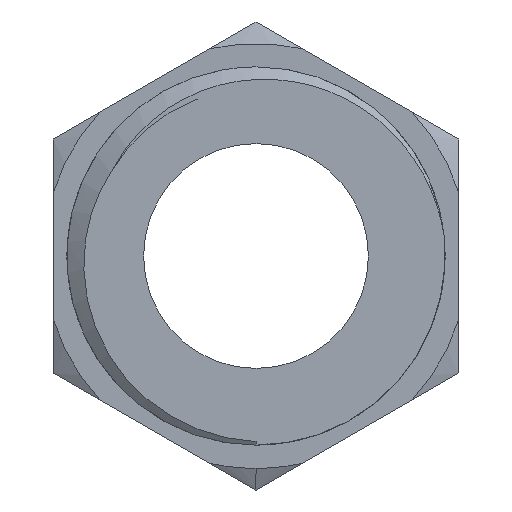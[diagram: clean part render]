
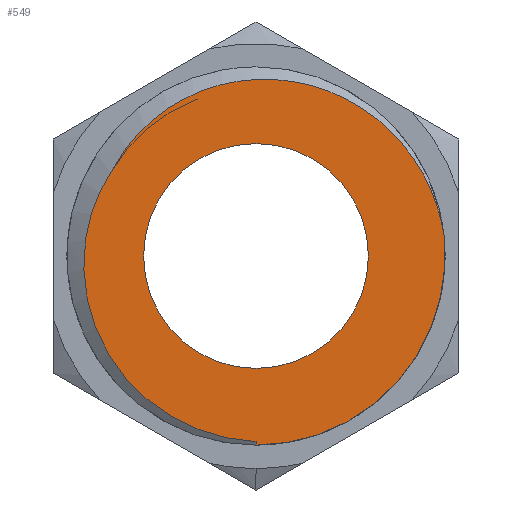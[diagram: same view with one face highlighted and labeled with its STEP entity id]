
A CAD part, left-side view. The second image highlights one B-rep face of the part: STEP entity #549.
In plain terms, the highlighted planar face has unit normal (-1, 0, 0).
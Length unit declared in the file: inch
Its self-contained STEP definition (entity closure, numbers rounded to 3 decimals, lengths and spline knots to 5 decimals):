
#162 = CARTESIAN_POINT ( 'NONE',  ( -0.69, 0.13047, -0.21463 ) ) ;
#167 = CARTESIAN_POINT ( 'NONE',  ( -0.69, 0., 0. ) ) ;
#170 = B_SPLINE_CURVE_WITH_KNOTS ( 'NONE', 3,
 ( #3682, #4058, #1726, #4425, #2127, #4815, #2524, #162, #2915, #553, #3314, #950, #3696, #1329, #4074, #1740, #4435, #2142, #4829, #2540, #176, #2935, #571, #3327, #967, #3715, #1343, #4087 ),
 .UNSPECIFIED., .F., .F.,
 ( 4, 2, 2, 2, 2, 2, 2, 2, 2, 2, 2, 2, 2, 4 ),
 ( 0., 0.00162, 0.00244, 0.00325, 0.00406, 0.00487, 0.00569, 0.0065, 0.00812, 0.00975, 0.01056, 0.01137, 0.01218, 0.01299 ),
 .UNSPECIFIED. ) ;
#176 = CARTESIAN_POINT ( 'NONE',  ( -0.69, 0.2377, 0.01604 ) ) ;
#256 = AXIS2_PLACEMENT_3D ( 'NONE', #167, #2922, #555 ) ;
#264 = DIRECTION ( 'NONE',  ( 0., 0., -1. ) ) ;
#268 = CARTESIAN_POINT ( 'NONE',  ( -0.69, 0.20157, 0.11587 ) ) ;
#288 = CARTESIAN_POINT ( 'NONE',  ( -0.69, -0.10969, 0.22548 ) ) ;
#303 = CARTESIAN_POINT ( 'NONE',  ( -0.69, -0.25902, 0.04099 ) ) ;
#402 = CIRCLE ( 'NONE', #2271, 0.156 ) ;
#420 = VERTEX_POINT ( 'NONE', #578 ) ;
#466 = DIRECTION ( 'NONE',  ( 1., 0., 0. ) ) ;
#549 = ADVANCED_FACE ( 'NONE', ( #940, #951 ), #3964, .T. ) ;
#553 = CARTESIAN_POINT ( 'NONE',  ( -0.69, 0.156, -0.1949 ) ) ;
#555 = DIRECTION ( 'NONE',  ( 0., 0., 1. ) ) ;
#571 = CARTESIAN_POINT ( 'NONE',  ( -0.69, 0.23181, 0.04756 ) ) ;
#578 = CARTESIAN_POINT ( 'NONE',  ( -0.69, 0., 0.156 ) ) ;
#664 = CARTESIAN_POINT ( 'NONE',  ( -0.69, 0.1743, 0.15993 ) ) ;
#678 = CARTESIAN_POINT ( 'NONE',  ( -0.69, -0.14414, 0.20746 ) ) ;
#684 = DIRECTION ( 'NONE',  ( 0., 0., -1. ) ) ;
#707 = AXIS2_PLACEMENT_3D ( 'NONE', #3943, #3568, #3206 ) ;
#754 = VECTOR ( 'NONE', #684, 39.37008 ) ;
#824 = LINE ( 'NONE', #4539, #754 ) ;
#843 = EDGE_CURVE ( 'NONE', #1558, #3002, #824, .T. ) ;
#916 = AXIS2_PLACEMENT_3D ( 'NONE', #2823, #466, #3220 ) ;
#940 = FACE_BOUND ( 'NONE', #3739, .T. ) ;
#950 = CARTESIAN_POINT ( 'NONE',  ( -0.69, 0.17856, -0.17233 ) ) ;
#951 = FACE_OUTER_BOUND ( 'NONE', #3711, .T. ) ;
#967 = CARTESIAN_POINT ( 'NONE',  ( -0.69, 0.22173, 0.07784 ) ) ;
#1048 = CARTESIAN_POINT ( 'NONE',  ( -0.69, 0.11534, 0.21093 ) ) ;
#1069 = CARTESIAN_POINT ( 'NONE',  ( -0.69, -0.17543, 0.18426 ) ) ;
#1190 = CIRCLE ( 'NONE', #916, 0.156 ) ;
#1329 = CARTESIAN_POINT ( 'NONE',  ( -0.69, 0.19809, -0.14698 ) ) ;
#1343 = CARTESIAN_POINT ( 'NONE',  ( -0.69, 0.20743, 0.1068 ) ) ;
#1433 = CARTESIAN_POINT ( 'NONE',  ( -0.69, 0.04324, 0.24047 ) ) ;
#1454 = CARTESIAN_POINT ( 'NONE',  ( -0.69, -0.20268, 0.15665 ) ) ;
#1558 = VERTEX_POINT ( 'NONE', #4894 ) ;
#1568 = EDGE_CURVE ( 'NONE', #420, #1765, #402, .T. ) ;
#1696 = ORIENTED_EDGE ( 'NONE', *, *, #2790, .F. ) ;
#1726 = CARTESIAN_POINT ( 'NONE',  ( -0.69, 0.04256, -0.25292 ) ) ;
#1740 = CARTESIAN_POINT ( 'NONE',  ( -0.69, 0.21935, -0.10971 ) ) ;
#1765 = VERTEX_POINT ( 'NONE', #1929 ) ;
#1845 = CARTESIAN_POINT ( 'NONE',  ( -0.69, -0.00867, 0.24557 ) ) ;
#1864 = CARTESIAN_POINT ( 'NONE',  ( -0.69, -0.22563, 0.12509 ) ) ;
#1929 = CARTESIAN_POINT ( 'NONE',  ( -0.69, 0., -0.156 ) ) ;
#1978 = ORIENTED_EDGE ( 'NONE', *, *, #3730, .F. ) ;
#2127 = CARTESIAN_POINT ( 'NONE',  ( -0.69, 0.08341, -0.23966 ) ) ;
#2142 = CARTESIAN_POINT ( 'NONE',  ( -0.69, 0.23724, -0.04804 ) ) ;
#2255 = CARTESIAN_POINT ( 'NONE',  ( -0.69, -0.04732, 0.24301 ) ) ;
#2271 = AXIS2_PLACEMENT_3D ( 'NONE', #4909, #2628, #264 ) ;
#2274 = CARTESIAN_POINT ( 'NONE',  ( -0.69, -0.24346, 0.09072 ) ) ;
#2524 = CARTESIAN_POINT ( 'NONE',  ( -0.69, 0.1123, -0.22583 ) ) ;
#2540 = CARTESIAN_POINT ( 'NONE',  ( -0.69, 0.23869, 0.00524 ) ) ;
#2615 = CARTESIAN_POINT ( 'NONE',  ( -0.69, -0.261, 0.02806 ) ) ;
#2628 = DIRECTION ( 'NONE',  ( 1., 0., 0. ) ) ;
#2634 = CARTESIAN_POINT ( 'NONE',  ( -0.69, 0.18972, 0.13922 ) ) ;
#2647 = CARTESIAN_POINT ( 'NONE',  ( -0.69, -0.08546, 0.23439 ) ) ;
#2661 = CARTESIAN_POINT ( 'NONE',  ( -0.69, -0.25608, 0.05366 ) ) ;
#2664 = CARTESIAN_POINT ( 'NONE',  ( -0.69, 0., -0.2625 ) ) ;
#2746 = ORIENTED_EDGE ( 'NONE', *, *, #1568, .T. ) ;
#2790 = EDGE_CURVE ( 'NONE', #1558, #2912, #170, .T. ) ;
#2823 = CARTESIAN_POINT ( 'NONE',  ( -0.69, 0., 0. ) ) ;
#2848 = CIRCLE ( 'NONE', #256, 0.2625 ) ;
#2904 = VERTEX_POINT ( 'NONE', #2615 ) ;
#2912 = VERTEX_POINT ( 'NONE', #3013 ) ;
#2915 = CARTESIAN_POINT ( 'NONE',  ( -0.69, 0.13928, -0.20841 ) ) ;
#2922 = DIRECTION ( 'NONE',  ( -1., 0., 0. ) ) ;
#2935 = CARTESIAN_POINT ( 'NONE',  ( -0.69, 0.23424, 0.03719 ) ) ;
#3002 = VERTEX_POINT ( 'NONE', #2664 ) ;
#3013 = CARTESIAN_POINT ( 'NONE',  ( -0.69, 0.20157, 0.11587 ) ) ;
#3032 = ORIENTED_EDGE ( 'NONE', *, *, #3854, .T. ) ;
#3047 = CARTESIAN_POINT ( 'NONE',  ( -0.69, -0.12143, 0.2201 ) ) ;
#3069 = CARTESIAN_POINT ( 'NONE',  ( -0.69, -0.261, 0.02806 ) ) ;
#3206 = DIRECTION ( 'NONE',  ( 0., 0., 1. ) ) ;
#3220 = DIRECTION ( 'NONE',  ( 0., 0., -1. ) ) ;
#3314 = CARTESIAN_POINT ( 'NONE',  ( -0.69, 0.16385, -0.18768 ) ) ;
#3327 = CARTESIAN_POINT ( 'NONE',  ( -0.69, 0.22555, 0.06788 ) ) ;
#3419 = CARTESIAN_POINT ( 'NONE',  ( -0.69, 0.1366, 0.19624 ) ) ;
#3436 = CARTESIAN_POINT ( 'NONE',  ( -0.69, -0.15508, 0.20019 ) ) ;
#3568 = DIRECTION ( 'NONE',  ( -1., 0., 0. ) ) ;
#3682 = CARTESIAN_POINT ( 'NONE',  ( -0.69, 0., -0.25751 ) ) ;
#3696 = CARTESIAN_POINT ( 'NONE',  ( -0.69, 0.18542, -0.1642 ) ) ;
#3711 = EDGE_LOOP ( 'NONE', ( #1696, #4648, #3032, #1978 ) ) ;
#3715 = CARTESIAN_POINT ( 'NONE',  ( -0.69, 0.21266, 0.09733 ) ) ;
#3730 = EDGE_CURVE ( 'NONE', #2912, #2904, #4244, .T. ) ;
#3739 = EDGE_LOOP ( 'NONE', ( #4571, #2746 ) ) ;
#3797 = CARTESIAN_POINT ( 'NONE',  ( -0.69, 0.06804, 0.23334 ) ) ;
#3813 = CARTESIAN_POINT ( 'NONE',  ( -0.69, -0.18494, 0.17554 ) ) ;
#3854 = EDGE_CURVE ( 'NONE', #3002, #2904, #2848, .T. ) ;
#3943 = CARTESIAN_POINT ( 'NONE',  ( -0.69, 0., 0. ) ) ;
#3964 = PLANE ( 'NONE',  #707 ) ;
#4058 = CARTESIAN_POINT ( 'NONE',  ( -0.69, 0.02155, -0.25657 ) ) ;
#4074 = CARTESIAN_POINT ( 'NONE',  ( -0.69, 0.20393, -0.13783 ) ) ;
#4087 = CARTESIAN_POINT ( 'NONE',  ( -0.69, 0.20157, 0.11587 ) ) ;
#4160 = CARTESIAN_POINT ( 'NONE',  ( -0.69, 0.00434, 0.2451 ) ) ;
#4180 = CARTESIAN_POINT ( 'NONE',  ( -0.69, -0.21094, 0.14641 ) ) ;
#4244 = B_SPLINE_CURVE_WITH_KNOTS ( 'NONE', 3,
 ( #268, #2634, #664, #3419, #1048, #3797, #1433, #4160, #1845, #4551, #2255, #4925, #2647, #288, #3047, #678, #3436, #1069, #3813, #1454, #4180, #1864, #4567, #2274, #4941, #2661, #303, #3069 ),
 .UNSPECIFIED., .F., .F.,
 ( 4, 2, 2, 2, 2, 2, 2, 2, 2, 2, 2, 2, 2, 4 ),
 ( 0., 0.00197, 0.00393, 0.0059, 0.00688, 0.00787, 0.00885, 0.00984, 0.01082, 0.0118, 0.01279, 0.01377, 0.01475, 0.01574 ),
 .UNSPECIFIED. ) ;
#4425 = CARTESIAN_POINT ( 'NONE',  ( -0.69, 0.07328, -0.24349 ) ) ;
#4435 = CARTESIAN_POINT ( 'NONE',  ( -0.69, 0.22707, -0.08989 ) ) ;
#4539 = CARTESIAN_POINT ( 'NONE',  ( -0.69, 0., 0. ) ) ;
#4551 = CARTESIAN_POINT ( 'NONE',  ( -0.69, -0.03448, 0.24453 ) ) ;
#4567 = CARTESIAN_POINT ( 'NONE',  ( -0.69, -0.23213, 0.11395 ) ) ;
#4571 = ORIENTED_EDGE ( 'NONE', *, *, #4682, .T. ) ;
#4648 = ORIENTED_EDGE ( 'NONE', *, *, #843, .T. ) ;
#4682 = EDGE_CURVE ( 'NONE', #1765, #420, #1190, .T. ) ;
#4815 = CARTESIAN_POINT ( 'NONE',  ( -0.69, 0.10289, -0.23083 ) ) ;
#4829 = CARTESIAN_POINT ( 'NONE',  ( -0.69, 0.23949, -0.02677 ) ) ;
#4894 = CARTESIAN_POINT ( 'NONE',  ( -0.69, 0., -0.25751 ) ) ;
#4909 = CARTESIAN_POINT ( 'NONE',  ( -0.69, 0., 0. ) ) ;
#4925 = CARTESIAN_POINT ( 'NONE',  ( -0.69, -0.07289, 0.23793 ) ) ;
#4941 = CARTESIAN_POINT ( 'NONE',  ( -0.69, -0.24831, 0.07853 ) ) ;
